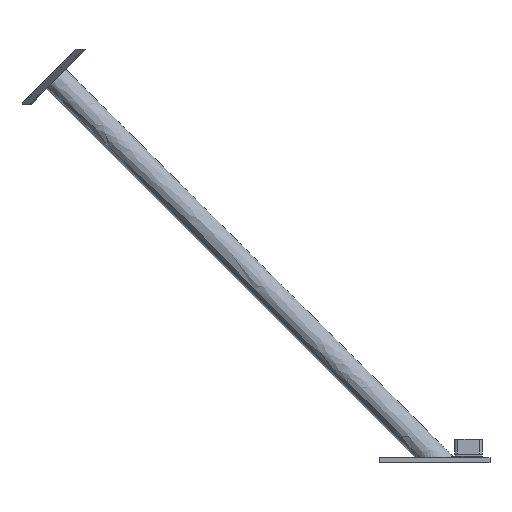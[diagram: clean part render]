
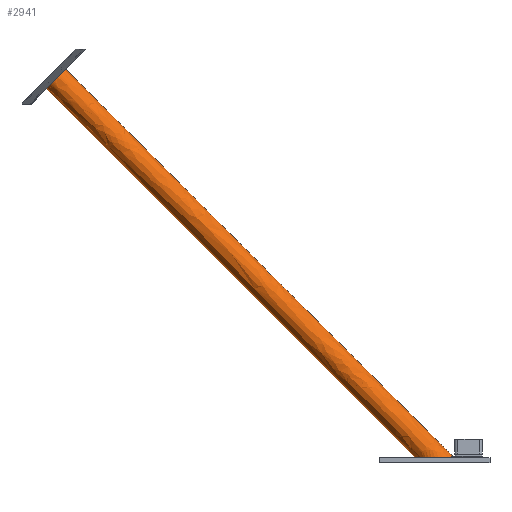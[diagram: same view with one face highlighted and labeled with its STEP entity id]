
A CAD part, left-side view. The second image highlights one B-rep face of the part: STEP entity #2941.
In plain terms, the highlighted free-form (B-spline) face has degree [1, 2] with [2, 9] control points.
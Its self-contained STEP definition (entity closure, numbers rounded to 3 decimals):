
#128=B_SPLINE_CURVE_WITH_KNOTS('',1,(#4428,#4429),.UNSPECIFIED.,.F.,.F.,
(2,2),(-38.,0.),.UNSPECIFIED.);
#130=(
BOUNDED_SURFACE()
B_SPLINE_SURFACE(1,2,((#4409,#4410,#4411,#4412,#4413,#4414,#4415,#4416,
#4417),(#4418,#4419,#4420,#4421,#4422,#4423,#4424,#4425,#4426)),
 .UNSPECIFIED.,.F.,.T.,.F.)
B_SPLINE_SURFACE_WITH_KNOTS((2,2),(3,2,2,2,3),(-0.09,40.),
(-3.142,-1.571,0.,1.571,3.142),
 .UNSPECIFIED.)
GEOMETRIC_REPRESENTATION_ITEM()
RATIONAL_B_SPLINE_SURFACE(((1.,0.707,1.,0.707,1.,
0.707,1.,0.707,1.),(1.,0.707,1.,0.707,
1.,0.707,1.,0.707,1.)))
REPRESENTATION_ITEM('')
SURFACE()
);
#133=CIRCLE('',#3177,45.);
#135=CIRCLE('',#3179,45.);
#322=FACE_OUTER_BOUND('',#481,.T.);
#481=EDGE_LOOP('',(#2000,#2001,#2002,#2003,#2004,#2005));
#690=ELLIPSE('',#3173,63.64,44.829);
#691=ELLIPSE('',#3174,63.64,44.829);
#1275=VERTEX_POINT('',#4377);
#1276=VERTEX_POINT('',#4378);
#1277=VERTEX_POINT('',#4380);
#1280=VERTEX_POINT('',#4427);
#1562=EDGE_CURVE('',#1277,#1275,#690,.T.);
#1563=EDGE_CURVE('',#1276,#1277,#691,.T.);
#1565=EDGE_CURVE('',#1276,#1275,#133,.T.);
#1568=EDGE_CURVE('',#1277,#1280,#128,.T.);
#1569=EDGE_CURVE('',#1280,#1280,#135,.T.);
#2000=ORIENTED_EDGE('',*,*,#1563,.T.);
#2001=ORIENTED_EDGE('',*,*,#1568,.T.);
#2002=ORIENTED_EDGE('',*,*,#1569,.F.);
#2003=ORIENTED_EDGE('',*,*,#1568,.F.);
#2004=ORIENTED_EDGE('',*,*,#1562,.T.);
#2005=ORIENTED_EDGE('',*,*,#1565,.F.);
#2941=ADVANCED_FACE('',(#322),#130,.F.);
#3173=AXIS2_PLACEMENT_3D('',#4381,#3482,#3483);
#3174=AXIS2_PLACEMENT_3D('',#4382,#3484,#3485);
#3177=AXIS2_PLACEMENT_3D('',#4386,#3490,#3491);
#3179=AXIS2_PLACEMENT_3D('',#4430,#3494,#3495);
#3482=DIRECTION('center_axis',(0.,0.,
1.));
#3483=DIRECTION('ref_axis',(0.,-1.,0.));
#3484=DIRECTION('center_axis',(0.,0.,
1.));
#3485=DIRECTION('ref_axis',(0.,-1.,0.));
#3490=DIRECTION('center_axis',(0.087,-0.704,-0.704));
#3491=DIRECTION('ref_axis',(0.,-0.707,0.707));
#3494=DIRECTION('center_axis',(-0.087,0.704,0.704));
#3495=DIRECTION('ref_axis',(0.,-0.707,0.707));
#4377=CARTESIAN_POINT('',(0.,-31.82,50.82));
#4378=CARTESIAN_POINT('',(7.755,-30.86,50.82));
#4380=CARTESIAN_POINT('',(0.,95.459,50.82));
#4381=CARTESIAN_POINT('Origin',(0.,31.82,50.82));
#4382=CARTESIAN_POINT('Origin',(0.,31.82,50.82));
#4386=CARTESIAN_POINT('Origin',(0.,0.,
19.));
#4409=CARTESIAN_POINT('Ctrl Pts',(0.,1307.484,
1262.845));
#4410=CARTESIAN_POINT('Ctrl Pts',(44.829,1307.484,1262.845));
#4411=CARTESIAN_POINT('Ctrl Pts',(44.829,1275.664,1294.664));
#4412=CARTESIAN_POINT('Ctrl Pts',(44.829,1243.845,1326.484));
#4413=CARTESIAN_POINT('Ctrl Pts',(0.,1243.845,
1326.484));
#4414=CARTESIAN_POINT('Ctrl Pts',(-44.829,1243.845,1326.484));
#4415=CARTESIAN_POINT('Ctrl Pts',(-44.829,1275.664,1294.664));
#4416=CARTESIAN_POINT('Ctrl Pts',(-44.829,1307.484,1262.845));
#4417=CARTESIAN_POINT('Ctrl Pts',(0.,1307.484,
1262.845));
#4418=CARTESIAN_POINT('Ctrl Pts',(0.,31.82,
-12.82));
#4419=CARTESIAN_POINT('Ctrl Pts',(44.829,31.82,-12.82));
#4420=CARTESIAN_POINT('Ctrl Pts',(44.829,0.,
19.));
#4421=CARTESIAN_POINT('Ctrl Pts',(44.829,-31.82,50.82));
#4422=CARTESIAN_POINT('Ctrl Pts',(0.,-31.82,
50.82));
#4423=CARTESIAN_POINT('Ctrl Pts',(-44.829,-31.82,50.82));
#4424=CARTESIAN_POINT('Ctrl Pts',(-44.829,0.,
19.));
#4425=CARTESIAN_POINT('Ctrl Pts',(-44.829,31.82,-12.82));
#4426=CARTESIAN_POINT('Ctrl Pts',(0.,31.82,
-12.82));
#4427=CARTESIAN_POINT('',(0.,1304.612,1259.972));
#4428=CARTESIAN_POINT('Ctrl Pts',(0.,95.459,
50.82));
#4429=CARTESIAN_POINT('Ctrl Pts',(0.,1304.612,
1259.972));
#4430=CARTESIAN_POINT('Origin',(0.,1272.792,
1291.792));
